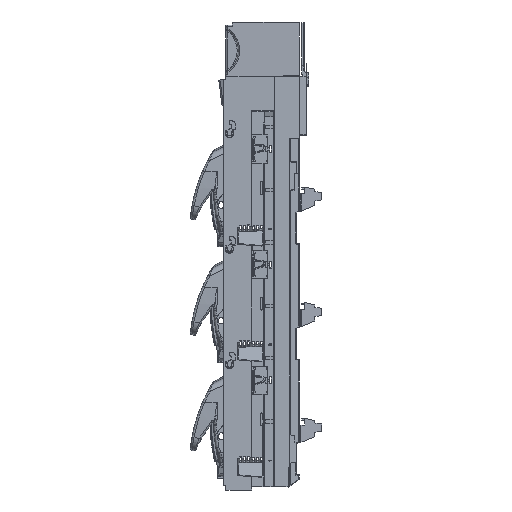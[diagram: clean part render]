
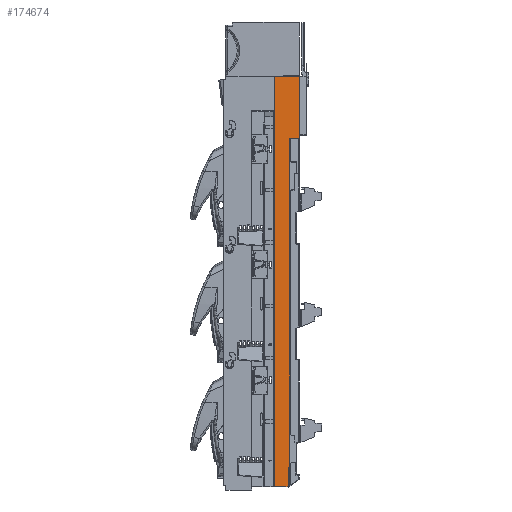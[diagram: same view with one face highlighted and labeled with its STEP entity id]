
A CAD part, left-side view. The second image highlights one B-rep face of the part: STEP entity #174674.
In plain terms, the highlighted planar face has unit normal (-1, -0.01, 0).
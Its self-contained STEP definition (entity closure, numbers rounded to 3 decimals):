
#162764=DIRECTION('',(0.,0.,1.));
#162765=VECTOR('',#162764,526.237);
#162766=CARTESIAN_POINT('',(-99.457,517.155,
-407.62));
#162767=LINE('',#162766,#162765);
#167749=DIRECTION('',(0.,0.,-1.));
#167750=VECTOR('',#167749,656.651);
#167751=CARTESIAN_POINT('',(-99.715,542.155,
217.831));
#167752=LINE('',#167751,#167750);
#167779=DIRECTION('',(0.,0.,-1.));
#167780=VECTOR('',#167779,99.302);
#167781=CARTESIAN_POINT('',(-99.302,502.155,
218.18));
#167782=LINE('',#167781,#167780);
#167791=DIRECTION('',(-0.01,1.,-0.009));
#167792=VECTOR('',#167791,40.004);
#167793=CARTESIAN_POINT('',(-99.302,502.155,
218.18));
#167794=LINE('',#167793,#167792);
#168954=DIRECTION('',(0.01,-1.,0.017));
#168955=VECTOR('',#168954,15.003);
#168956=CARTESIAN_POINT('',(-99.457,517.155,
118.617));
#168957=LINE('',#168956,#168955);
#169006=DIRECTION('',(0.01,-1.,0.));
#169007=VECTOR('',#169006,3.);
#169008=CARTESIAN_POINT('',(-99.488,520.155,
-407.62));
#169009=LINE('',#169008,#169007);
#169074=DIRECTION('',(0.01,-1.,0.017));
#169075=VECTOR('',#169074,22.005);
#169076=CARTESIAN_POINT('',(-99.715,542.155,
-438.82));
#169077=LINE('',#169076,#169075);
#169159=DIRECTION('',(0.,0.,1.));
#169160=VECTOR('',#169159,30.816);
#169161=CARTESIAN_POINT('',(-99.488,520.155,
-438.436));
#169162=LINE('',#169161,#169160);
#170461=CARTESIAN_POINT('',(-99.302,502.155,
218.18));
#170462=CARTESIAN_POINT('',(-99.302,502.155,
118.879));
#170463=VERTEX_POINT('',#170461);
#170464=VERTEX_POINT('',#170462);
#171137=CARTESIAN_POINT('',(-99.457,517.155,
-407.62));
#171138=VERTEX_POINT('',#171137);
#171139=CARTESIAN_POINT('',(-99.457,517.155,
118.617));
#171140=VERTEX_POINT('',#171139);
#171290=CARTESIAN_POINT('',(-99.715,542.155,
217.831));
#171291=CARTESIAN_POINT('',(-99.715,542.155,
-438.82));
#171292=VERTEX_POINT('',#171290);
#171293=VERTEX_POINT('',#171291);
#171296=CARTESIAN_POINT('',(-99.488,520.155,
-407.62));
#171297=VERTEX_POINT('',#171296);
#171298=CARTESIAN_POINT('',(-99.488,520.155,
-438.436));
#171299=VERTEX_POINT('',#171298);
#174653=CARTESIAN_POINT('',(-99.736,544.155,
221.529));
#174654=DIRECTION('',(1.,0.01,0.));
#174655=DIRECTION('',(0.01,-1.,0.));
#174656=AXIS2_PLACEMENT_3D('',#174653,#174654,#174655);
#174657=PLANE('',#174656);
#174659=ORIENTED_EDGE('',*,*,#174658,.F.);
#174661=ORIENTED_EDGE('',*,*,#174660,.T.);
#174663=ORIENTED_EDGE('',*,*,#174662,.F.);
#174664=ORIENTED_EDGE('',*,*,#171513,.F.);
#174666=ORIENTED_EDGE('',*,*,#174665,.F.);
#174668=ORIENTED_EDGE('',*,*,#174667,.F.);
#174670=ORIENTED_EDGE('',*,*,#174669,.F.);
#174671=ORIENTED_EDGE('',*,*,#174631,.F.);
#174672=EDGE_LOOP('',(#174659,#174661,#174663,#174664,#174666,#174668,#174670,
#174671));
#174673=FACE_OUTER_BOUND('',#174672,.F.);
#174674=ADVANCED_FACE('',(#174673),#174657,.F.);
#171513=EDGE_CURVE('',#171138,#171140,#162767,.T.);
#174631=EDGE_CURVE('',#171292,#171293,#167752,.T.);
#174658=EDGE_CURVE('',#170463,#171292,#167794,.T.);
#174660=EDGE_CURVE('',#170463,#170464,#167782,.T.);
#174662=EDGE_CURVE('',#171140,#170464,#168957,.T.);
#174665=EDGE_CURVE('',#171297,#171138,#169009,.T.);
#174667=EDGE_CURVE('',#171299,#171297,#169162,.T.);
#174669=EDGE_CURVE('',#171293,#171299,#169077,.T.);
